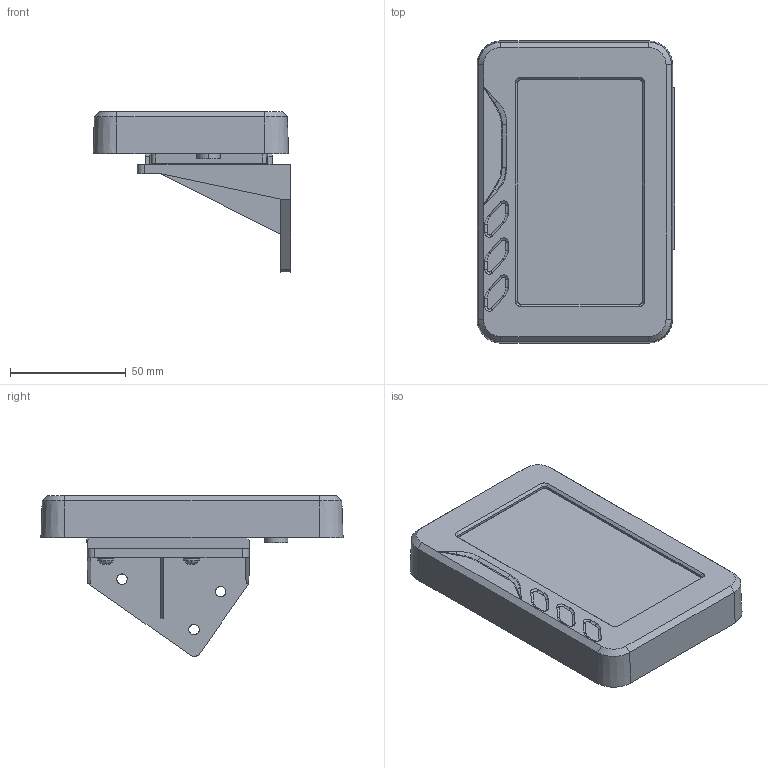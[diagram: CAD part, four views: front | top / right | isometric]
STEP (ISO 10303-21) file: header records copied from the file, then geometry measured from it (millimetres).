
FILE_DESCRIPTION (( 'STEP AP214' ), '1' );
FILE_NAME ('Touch Screen Component 9-11.step', '2023-06-08T06:50:15', ( '微软用户' ), ( '微软中国' ), 'SwSTEP 2.0', 'SolidWorks 2020', '' );
FILE_SCHEMA (( 'AUTOMOTIVE_DESIGN' ));
Length unit declared in the file: millimetre
Products named in the file (8): Touch Screen Component 9-11; SV01 2022屏幕安装支架,ABS+PC SV01 2022屏幕安装支架 ; CXSW043-004 4.3寸，触摸屏（迪文）; GB-T-70.1-20003x8 hexagon socket cap screw; SV01 2022屏幕上盖,ABS+PC SV01 2022屏幕上盖; SV01 2022屏幕下盖,ABS+PC SV01 2022屏幕下盖; CXSW043-004 4.3寸，触摸屏（迪文）（2）; M3x6 不锈钢平圆头带介自攻螺丝钉
Assembly tree (11 placements, depth 2):
  Touch Screen Component 9-11
    SV01 2022屏幕上盖,ABS+PC SV01 2022屏幕上盖
    SV01 2022屏幕下盖,ABS+PC SV01 2022屏幕下盖
    SV01 2022屏幕安装支架,ABS+PC SV01 2022屏幕安装支架 
    CXSW043-004 4.3寸，触摸屏（迪文）
    M3x6 不锈钢平圆头带介自攻螺丝钉  x2
    GB-T-70.1-20003x8 hexagon socket cap screw  x4
    CXSW043-004 4.3寸，触摸屏（迪文）（2）
Bounding box: 85.56 x 130.64 x 69.51 mm (x, y, z)
Volume: 150048.2 mm3; surface area: 156293.8 mm2
Topology: 20 solids, 21 shells, 1470 faces, 3928 edges, 2564 vertices
Faces by surface type: plane 1116, cylinder 166, cone 152, bspline 19, torus 17
Entity records: 47183 total; most frequent: CARTESIAN_POINT 12066, ORIENTED_EDGE 7394, DIRECTION 6816, EDGE_CURVE 3697, LINE 2846, VECTOR 2846, VERTEX_POINT 2437, AXIS2_PLACEMENT_3D 1985
